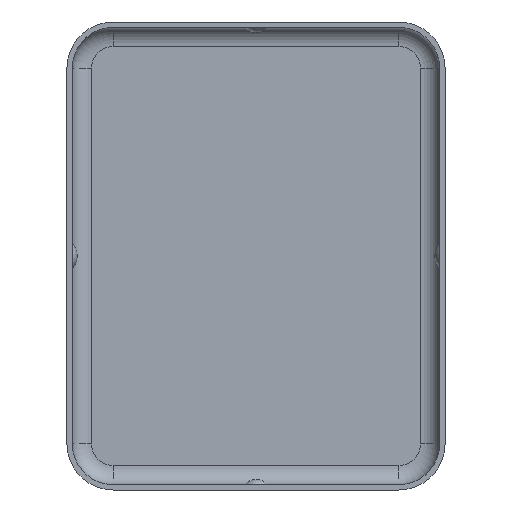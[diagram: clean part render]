
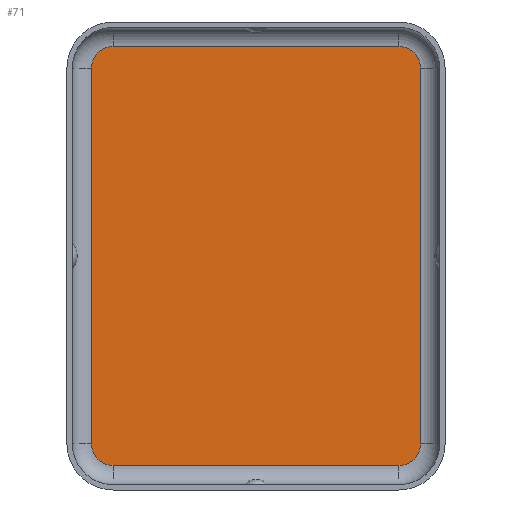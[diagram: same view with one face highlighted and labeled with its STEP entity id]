
A CAD part, front view. The second image highlights one B-rep face of the part: STEP entity #71.
In plain terms, the highlighted planar face has unit normal (0, -1, 0).
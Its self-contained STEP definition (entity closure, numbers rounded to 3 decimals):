
#71 = ADVANCED_FACE( 'NONE', ( #176 ), #177, .T. );
#176 = FACE_OUTER_BOUND( '', #321, .T. );
#177 = PLANE( '', #322 );
#321 = EDGE_LOOP( '', ( #555, #556, #557, #558, #559, #560, #561, #562 ) );
#322 = AXIS2_PLACEMENT_3D( '', #563, #564, #565 );
#555 = ORIENTED_EDGE( '', *, *, #885, .F. );
#556 = ORIENTED_EDGE( '', *, *, #886, .F. );
#557 = ORIENTED_EDGE( '', *, *, #882, .F. );
#558 = ORIENTED_EDGE( '', *, *, #887, .T. );
#559 = ORIENTED_EDGE( '', *, *, #888, .T. );
#560 = ORIENTED_EDGE( '', *, *, #889, .F. );
#561 = ORIENTED_EDGE( '', *, *, #890, .T. );
#562 = ORIENTED_EDGE( '', *, *, #891, .T. );
#563 = CARTESIAN_POINT( '', ( 5.25, 0., -6.9 ) );
#564 = DIRECTION( '', ( 0., -1., 0. ) );
#565 = DIRECTION( '', ( 0., 0., -1. ) );
#882 = EDGE_CURVE( 'NONE', #1015, #1017, #1018, .T. );
#885 = EDGE_CURVE( 'NONE', #1021, #1022, #1023, .T. );
#886 = EDGE_CURVE( 'NONE', #1017, #1021, #1024, .T. );
#887 = EDGE_CURVE( 'NONE', #1015, #1025, #1026, .T. );
#888 = EDGE_CURVE( 'NONE', #1025, #1027, #1028, .T. );
#889 = EDGE_CURVE( 'NONE', #1029, #1027, #1030, .T. );
#890 = EDGE_CURVE( 'NONE', #1029, #1031, #1032, .T. );
#891 = EDGE_CURVE( 'NONE', #1031, #1022, #1033, .T. );
#1015 = VERTEX_POINT( 'NONE', #1203 );
#1017 = VERTEX_POINT( 'NONE', #1205 );
#1018 = LINE( '', #1206, #1207 );
#1021 = VERTEX_POINT( 'NONE', #1210 );
#1022 = VERTEX_POINT( 'NONE', #1211 );
#1023 = LINE( '', #1212, #1213 );
#1024 = CIRCLE( '', #1214, 0.8 );
#1025 = VERTEX_POINT( 'NONE', #1215 );
#1026 = CIRCLE( '', #1216, 0.8 );
#1027 = VERTEX_POINT( 'NONE', #1217 );
#1028 = LINE( '', #1218, #1219 );
#1029 = VERTEX_POINT( 'NONE', #1220 );
#1030 = CIRCLE( '', #1221, 0.8 );
#1031 = VERTEX_POINT( 'NONE', #1222 );
#1032 = LINE( '', #1223, #1224 );
#1033 = CIRCLE( '', #1225, 0.8 );
#1203 = CARTESIAN_POINT( '', ( 6.05, 0., 6.9 ) );
#1205 = CARTESIAN_POINT( '', ( 6.05, 0., -6.9 ) );
#1206 = CARTESIAN_POINT( '', ( 6.05, 0., 0. ) );
#1207 = VECTOR( '', #1429, 1000. );
#1210 = CARTESIAN_POINT( '', ( 5.25, 0., -7.7 ) );
#1211 = CARTESIAN_POINT( '', ( -5.25, 0., -7.7 ) );
#1212 = CARTESIAN_POINT( '', ( 5.25, 0., -7.7 ) );
#1213 = VECTOR( '', #1433, 1000. );
#1214 = AXIS2_PLACEMENT_3D( '', #1434, #1435, #1436 );
#1215 = CARTESIAN_POINT( '', ( 5.25, 0., 7.7 ) );
#1216 = AXIS2_PLACEMENT_3D( '', #1437, #1438, #1439 );
#1217 = CARTESIAN_POINT( '', ( -5.25, 0., 7.7 ) );
#1218 = CARTESIAN_POINT( '', ( 5.25, 0., 7.7 ) );
#1219 = VECTOR( '', #1440, 1000. );
#1220 = CARTESIAN_POINT( '', ( -6.05, 0., 6.9 ) );
#1221 = AXIS2_PLACEMENT_3D( '', #1441, #1442, #1443 );
#1222 = CARTESIAN_POINT( '', ( -6.05, 0., -6.9 ) );
#1223 = CARTESIAN_POINT( '', ( -6.05, 0., 0. ) );
#1224 = VECTOR( '', #1444, 1000. );
#1225 = AXIS2_PLACEMENT_3D( '', #1445, #1446, #1447 );
#1429 = DIRECTION( '', ( 0., 0., -1. ) );
#1433 = DIRECTION( '', ( -1., 0., 0. ) );
#1434 = CARTESIAN_POINT( '', ( 5.25, 0., -6.9 ) );
#1435 = DIRECTION( '', ( 0., 1., 0. ) );
#1436 = DIRECTION( '', ( 0., 0., 1. ) );
#1437 = CARTESIAN_POINT( '', ( 5.25, 0., 6.9 ) );
#1438 = DIRECTION( '', ( 0., -1., 0. ) );
#1439 = DIRECTION( '', ( 0., 0., -1. ) );
#1440 = DIRECTION( '', ( -1., 0., 0. ) );
#1441 = CARTESIAN_POINT( '', ( -5.25, 0., 6.9 ) );
#1442 = DIRECTION( '', ( 0., 1., 0. ) );
#1443 = DIRECTION( '', ( 0., 0., -1. ) );
#1444 = DIRECTION( '', ( 0., 0., -1. ) );
#1445 = CARTESIAN_POINT( '', ( -5.25, 0., -6.9 ) );
#1446 = DIRECTION( '', ( 0., -1., 0. ) );
#1447 = DIRECTION( '', ( 0., 0., 1. ) );
